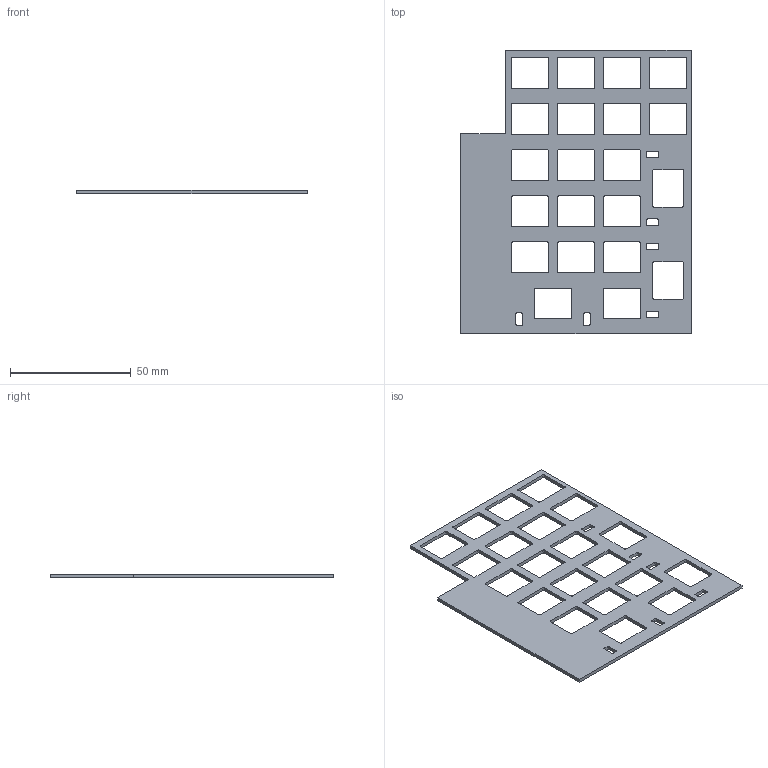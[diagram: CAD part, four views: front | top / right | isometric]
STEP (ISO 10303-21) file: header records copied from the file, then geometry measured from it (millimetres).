
FILE_DESCRIPTION(/* description */ (''),/* implementation_level */ '2;1');
FILE_NAME(/* name */ 'TXR Numpad Alps Plate.step',/* time_stamp */ '2024-05-18T20:35:16-05:00',/* author */ (''),/* organization */ (''),/* preprocessor_version */ 'ST-DEVELOPER v20',/* originating_system */ 'Autodesk Translation Framework v12.20.1.177',/* authorisation */ '');
FILE_SCHEMA (('AUTOMOTIVE_DESIGN { 1 0 10303 214 3 1 1 }'));
Length unit declared in the file: millimetre
Products named in the file (1): (Unsaved)
Bounding box: 95.25 x 117.3 x 1.5 mm (x, y, z)
Volume: 9445.5 mm3; surface area: 15121.6 mm2
Topology: 1 solids, 1 shells, 224 faces, 666 edges, 444 vertices
Faces by surface type: plane 116, cylinder 108
Entity records: 7707 total; most frequent: CARTESIAN_POINT 1335, ORIENTED_EDGE 1332, DIRECTION 1332, EDGE_CURVE 666, LINE 450, VECTOR 450, VERTEX_POINT 444, AXIS2_PLACEMENT_3D 441
